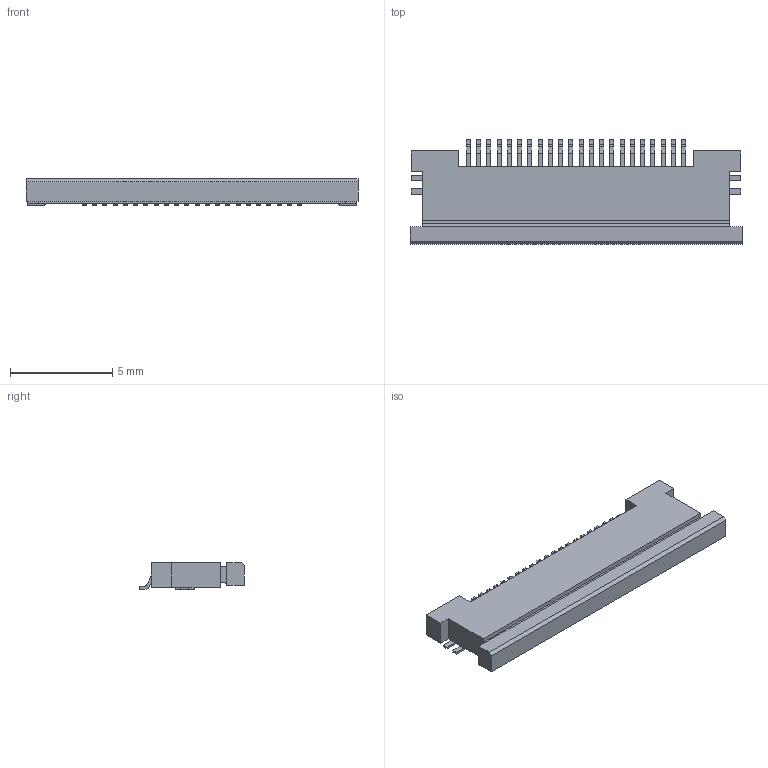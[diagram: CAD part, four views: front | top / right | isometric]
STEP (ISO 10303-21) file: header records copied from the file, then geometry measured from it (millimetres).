
FILE_DESCRIPTION (( 'STEP AP214' ), '1' );
FILE_NAME ('54548-2272.STEP', '2022-12-16T04:07:25', ( '' ), ( '' ), 'SwSTEP 2.0', 'SolidWorks 2022', '' );
FILE_SCHEMA (( 'AUTOMOTIVE_DESIGN' ));
Length unit declared in the file: millimetre
Products named in the file (1): 54548-2272
Bounding box: 16.2 x 5.1 x 1.3 mm (x, y, z)
Volume: 71.9 mm3; surface area: 235.8 mm2
Topology: 26 solids, 26 shells, 358 faces, 911 edges, 606 vertices
Faces by surface type: plane 266, cylinder 92
Entity records: 14933 total; most frequent: CARTESIAN_POINT 1876, ORIENTED_EDGE 1822, DIRECTION 1813, EDGE_CURVE 911, VECTOR 727, LINE 727, VERTEX_POINT 606, AXIS2_PLACEMENT_3D 543
